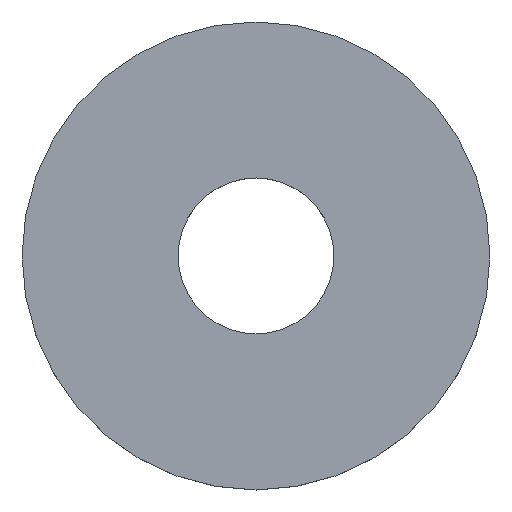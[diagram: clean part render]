
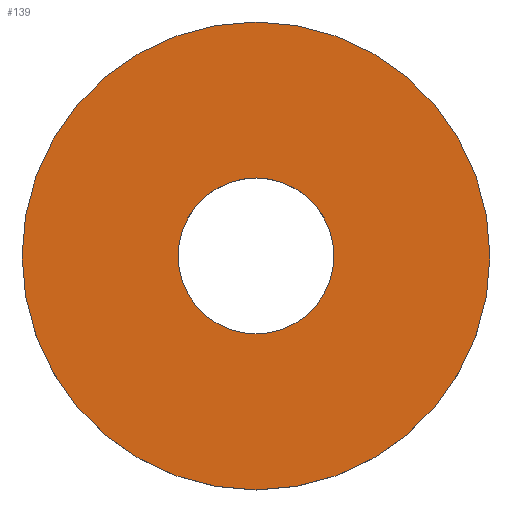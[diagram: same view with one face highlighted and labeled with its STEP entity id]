
A CAD part, top view. The second image highlights one B-rep face of the part: STEP entity #139.
In plain terms, the highlighted planar face has unit normal (0, 0, 1).
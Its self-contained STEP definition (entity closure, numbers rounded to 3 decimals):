
#6 = CARTESIAN_POINT ( 'NONE',  ( 0., 0., 1.8 ) ) ;
#7 = CIRCLE ( 'NONE', #78, 2.5 ) ;
#14 = EDGE_CURVE ( 'NONE', #59, #59, #7, .T. ) ;
#18 = PLANE ( 'NONE',  #24 ) ;
#19 = ORIENTED_EDGE ( 'NONE', *, *, #34, .F. ) ;
#21 = DIRECTION ( 'NONE',  ( 0., 0., 1. ) ) ;
#24 = AXIS2_PLACEMENT_3D ( 'NONE', #97, #21, #154 ) ;
#31 = FACE_BOUND ( 'NONE', #152, .T. ) ;
#34 = EDGE_CURVE ( 'NONE', #38, #38, #149, .T. ) ;
#36 = AXIS2_PLACEMENT_3D ( 'NONE', #6, #140, #56 ) ;
#38 = VERTEX_POINT ( 'NONE', #80 ) ;
#56 = DIRECTION ( 'NONE',  ( 0., 1., 0. ) ) ;
#58 = CARTESIAN_POINT ( 'NONE',  ( 0., 0., 1.8 ) ) ;
#59 = VERTEX_POINT ( 'NONE', #169 ) ;
#78 = AXIS2_PLACEMENT_3D ( 'NONE', #58, #122, #137 ) ;
#80 = CARTESIAN_POINT ( 'NONE',  ( 0., 7.5, 1.8 ) ) ;
#97 = CARTESIAN_POINT ( 'NONE',  ( 0., 2.5, 1.8 ) ) ;
#122 = DIRECTION ( 'NONE',  ( 0., 0., -1. ) ) ;
#136 = FACE_OUTER_BOUND ( 'NONE', #162, .T. ) ;
#137 = DIRECTION ( 'NONE',  ( 0., 1., 0. ) ) ;
#139 = ADVANCED_FACE ( 'NONE', ( #31, #136 ), #18, .T. ) ;
#140 = DIRECTION ( 'NONE',  ( 0., 0., -1. ) ) ;
#149 = CIRCLE ( 'NONE', #36, 7.5 ) ;
#150 = ORIENTED_EDGE ( 'NONE', *, *, #14, .T. ) ;
#152 = EDGE_LOOP ( 'NONE', ( #150 ) ) ;
#154 = DIRECTION ( 'NONE',  ( 0., -1., 0. ) ) ;
#162 = EDGE_LOOP ( 'NONE', ( #19 ) ) ;
#169 = CARTESIAN_POINT ( 'NONE',  ( 0., 2.5, 1.8 ) ) ;
